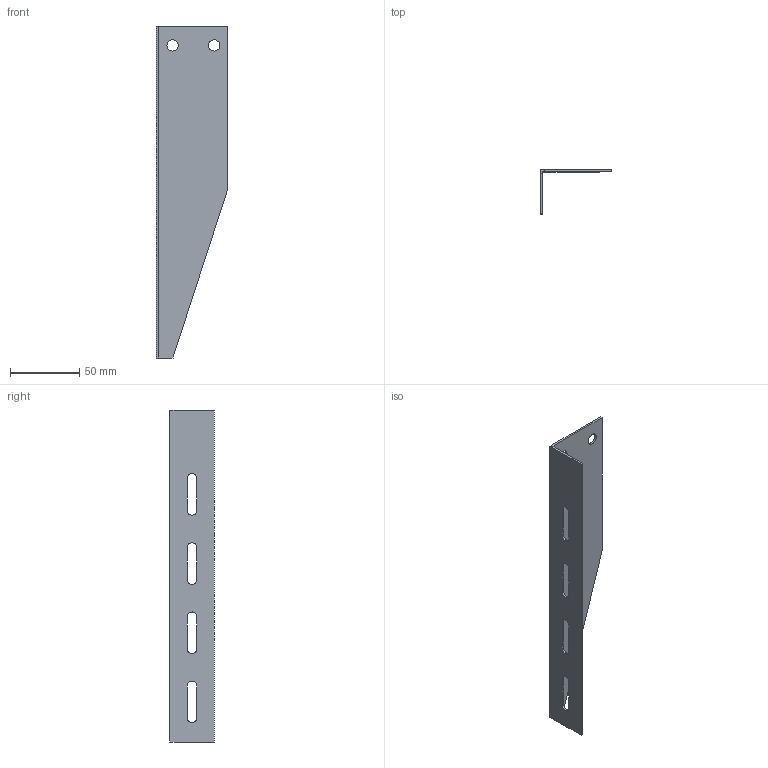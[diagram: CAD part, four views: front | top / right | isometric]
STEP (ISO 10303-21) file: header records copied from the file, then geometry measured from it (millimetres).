
FILE_DESCRIPTION(/* description */ (''),/* implementation_level */ '2;1');
FILE_NAME(/* name */ 'KST200.ipt.stp',/* time_stamp */ '2023-05-17T16:45:30+03:00',/* author */ ('Man88'),/* organization */ (''),/* preprocessor_version */ 'ST-DEVELOPER v19.2',/* originating_system */ 'Autodesk Inventor 2023',/* authorisation */ '');
FILE_SCHEMA (('AUTOMOTIVE_DESIGN { 1 0 10303 214 3 1 1 }'));
Length unit declared in the file: millimetre
Products named in the file (1): Консоль для потолочной 
стойки 200 мм, KST200
Bounding box: 52 x 32 x 240 mm (x, y, z)
Volume: 24700.3 mm3; surface area: 34336.3 mm2
Topology: 1 solids, 1 shells, 31 faces, 87 edges, 58 vertices
Faces by surface type: plane 21, cylinder 10
Full cylindrical faces by diameter (mm): 8.2 x2
Entity records: 1099 total; most frequent: CARTESIAN_POINT 177, ORIENTED_EDGE 174, DIRECTION 171, EDGE_CURVE 87, LINE 67, VECTOR 67, VERTEX_POINT 58, AXIS2_PLACEMENT_3D 52
